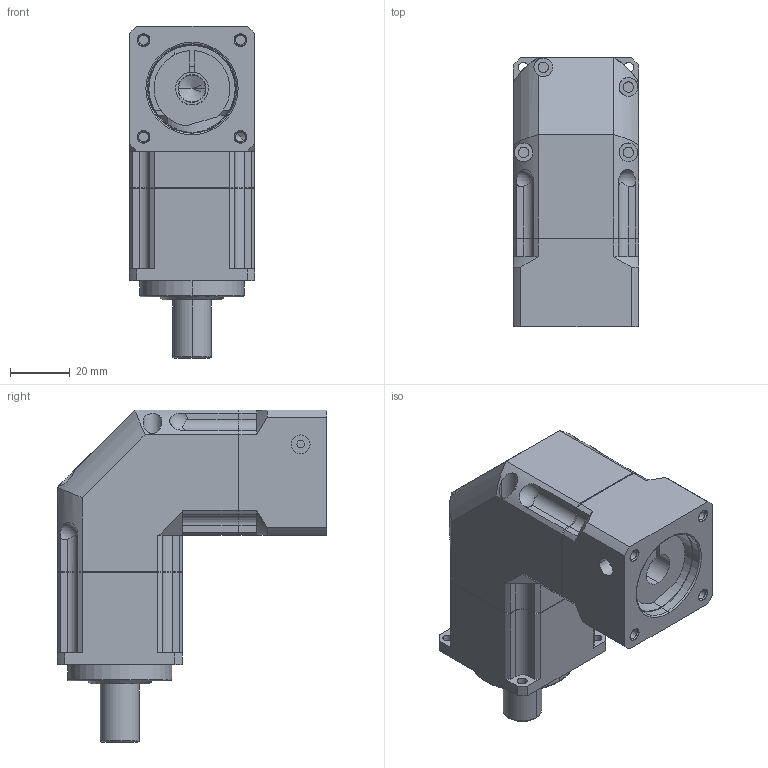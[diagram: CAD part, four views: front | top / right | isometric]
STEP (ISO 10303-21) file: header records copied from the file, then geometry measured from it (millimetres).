
FILE_DESCRIPTION((''),'2;1');
FILE_NAME('AFR0421-P0401100102_ASM','2008-11-03T',('d00080'),(''),'PRO/ENGINEER BY PARAMETRIC TECHNOLOGY CORPORATION, 2006170','PRO/ENGINEER BY PARAMETRIC TECHNOLOGY CORPORATION, 2006170','');
FILE_SCHEMA(('CONFIG_CONTROL_DESIGN'));
Length unit declared in the file: millimetre
Products named in the file (4): AF0421; PD010001; P0401100102; AFR0421-P0401100102_ASM
Assembly tree (3 placements, depth 2):
  AFR0421-P0401100102_ASM
    AF0421
    PD010001
    P0401100102
Bounding box: 42 x 90.5 x 111.5 mm (x, y, z)
Volume: 152868 mm3; surface area: 49228.2 mm2
Topology: 4 solids, 14 shells, 422 faces, 1026 edges, 637 vertices
Faces by surface type: cylinder 169, plane 155, cone 78, torus 16, sphere 4
Entity records: 12824 total; most frequent: CARTESIAN_POINT 2599, DIRECTION 2273, ORIENTED_EDGE 1978, EDGE_CURVE 1012, AXIS2_PLACEMENT_3D 897, VERTEX_POINT 637, EDGE_LOOP 485, VECTOR 479
